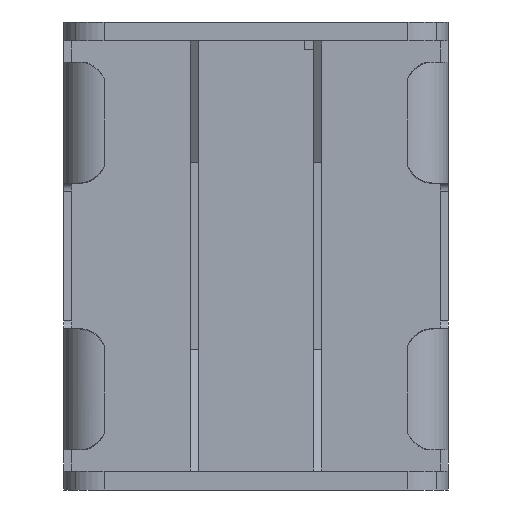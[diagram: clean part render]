
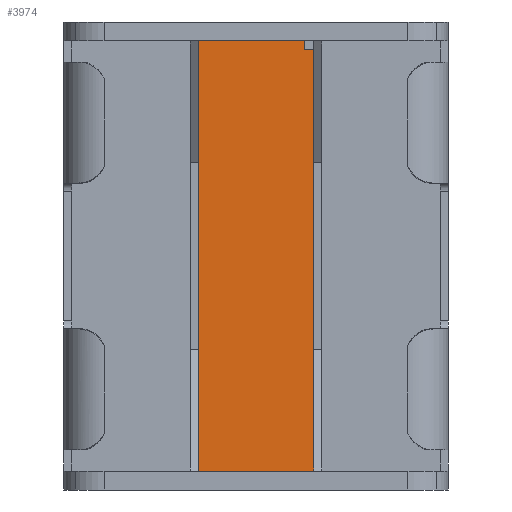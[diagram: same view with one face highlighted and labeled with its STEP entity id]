
A CAD part, front view. The second image highlights one B-rep face of the part: STEP entity #3974.
In plain terms, the highlighted planar face has unit normal (0, -1, 0).
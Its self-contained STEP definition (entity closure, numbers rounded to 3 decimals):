
#131 = VECTOR ( 'NONE', #2348, 1000. ) ;
#345 = CARTESIAN_POINT ( 'NONE',  ( -93.238, 16.175, -25.8 ) ) ;
#1004 = LINE ( 'NONE', #4755, #9433 ) ;
#1316 = VECTOR ( 'NONE', #5230, 1000. ) ;
#1398 = CARTESIAN_POINT ( 'NONE',  ( -80.062, 16.175, 26.4 ) ) ;
#1603 = ORIENTED_EDGE ( 'NONE', *, *, #6819, .F. ) ;
#1680 = CARTESIAN_POINT ( 'NONE',  ( -78.962, 16.175, -25.8 ) ) ;
#1758 = LINE ( 'NONE', #5522, #7562 ) ;
#2029 = VERTEX_POINT ( 'NONE', #4893 ) ;
#2104 = DIRECTION ( 'NONE',  ( 1., 0., 0. ) ) ;
#2268 = LINE ( 'NONE', #1398, #1316 ) ;
#2341 = CARTESIAN_POINT ( 'NONE',  ( -93.238, 16.175, -25.8 ) ) ;
#2348 = DIRECTION ( 'NONE',  ( 1., 0., 0. ) ) ;
#2402 = EDGE_CURVE ( 'NONE', #2029, #9667, #1004, .T. ) ;
#2720 = VERTEX_POINT ( 'NONE', #8998 ) ;
#2792 = EDGE_CURVE ( 'NONE', #8125, #9610, #5212, .T. ) ;
#3268 = CARTESIAN_POINT ( 'NONE',  ( -86.1, 16.175, 0.8 ) ) ;
#3333 = DIRECTION ( 'NONE',  ( 0., -1., 0. ) ) ;
#3790 = CARTESIAN_POINT ( 'NONE',  ( -80.062, 16.175, 26.4 ) ) ;
#3868 = VECTOR ( 'NONE', #4155, 1000. ) ;
#3974 = ADVANCED_FACE ( 'NONE', ( #8932 ), #11774, .T. ) ;
#4155 = DIRECTION ( 'NONE',  ( 0., 0., 1. ) ) ;
#4171 = DIRECTION ( 'NONE',  ( 1., 0., 0. ) ) ;
#4592 = DIRECTION ( 'NONE',  ( 1., 0., 0. ) ) ;
#4755 = CARTESIAN_POINT ( 'NONE',  ( -78.962, 16.175, 26.4 ) ) ;
#4893 = CARTESIAN_POINT ( 'NONE',  ( -78.962, 16.175, 26.4 ) ) ;
#4955 = CARTESIAN_POINT ( 'NONE',  ( -93.238, 16.175, 27.4 ) ) ;
#5212 = LINE ( 'NONE', #345, #3868 ) ;
#5230 = DIRECTION ( 'NONE',  ( 0., 0., 1. ) ) ;
#5522 = CARTESIAN_POINT ( 'NONE',  ( -80.062, 16.175, 26.4 ) ) ;
#5622 = AXIS2_PLACEMENT_3D ( 'NONE', #3268, #3333, #2104 ) ;
#5776 = DIRECTION ( 'NONE',  ( 0., 0., -1. ) ) ;
#5951 = ORIENTED_EDGE ( 'NONE', *, *, #10821, .T. ) ;
#6321 = EDGE_LOOP ( 'NONE', ( #5951, #9999, #9903, #9298, #10843, #1603 ) ) ;
#6819 = EDGE_CURVE ( 'NONE', #8088, #2029, #1758, .T. ) ;
#7428 = VECTOR ( 'NONE', #4171, 1000. ) ;
#7562 = VECTOR ( 'NONE', #4592, 1000. ) ;
#7875 = LINE ( 'NONE', #10653, #131 ) ;
#8088 = VERTEX_POINT ( 'NONE', #3790 ) ;
#8125 = VERTEX_POINT ( 'NONE', #10435 ) ;
#8560 = EDGE_CURVE ( 'NONE', #9610, #2720, #7875, .T. ) ;
#8932 = FACE_OUTER_BOUND ( 'NONE', #6321, .T. ) ;
#8998 = CARTESIAN_POINT ( 'NONE',  ( -80.062, 16.175, 27.4 ) ) ;
#9298 = ORIENTED_EDGE ( 'NONE', *, *, #11575, .T. ) ;
#9433 = VECTOR ( 'NONE', #5776, 1000. ) ;
#9610 = VERTEX_POINT ( 'NONE', #4955 ) ;
#9667 = VERTEX_POINT ( 'NONE', #1680 ) ;
#9899 = LINE ( 'NONE', #2341, #7428 ) ;
#9903 = ORIENTED_EDGE ( 'NONE', *, *, #2792, .F. ) ;
#9999 = ORIENTED_EDGE ( 'NONE', *, *, #8560, .F. ) ;
#10435 = CARTESIAN_POINT ( 'NONE',  ( -93.238, 16.175, -25.8 ) ) ;
#10653 = CARTESIAN_POINT ( 'NONE',  ( -93.238, 16.175, 27.4 ) ) ;
#10821 = EDGE_CURVE ( 'NONE', #8088, #2720, #2268, .T. ) ;
#10843 = ORIENTED_EDGE ( 'NONE', *, *, #2402, .F. ) ;
#11575 = EDGE_CURVE ( 'NONE', #8125, #9667, #9899, .T. ) ;
#11774 = PLANE ( 'NONE',  #5622 ) ;
